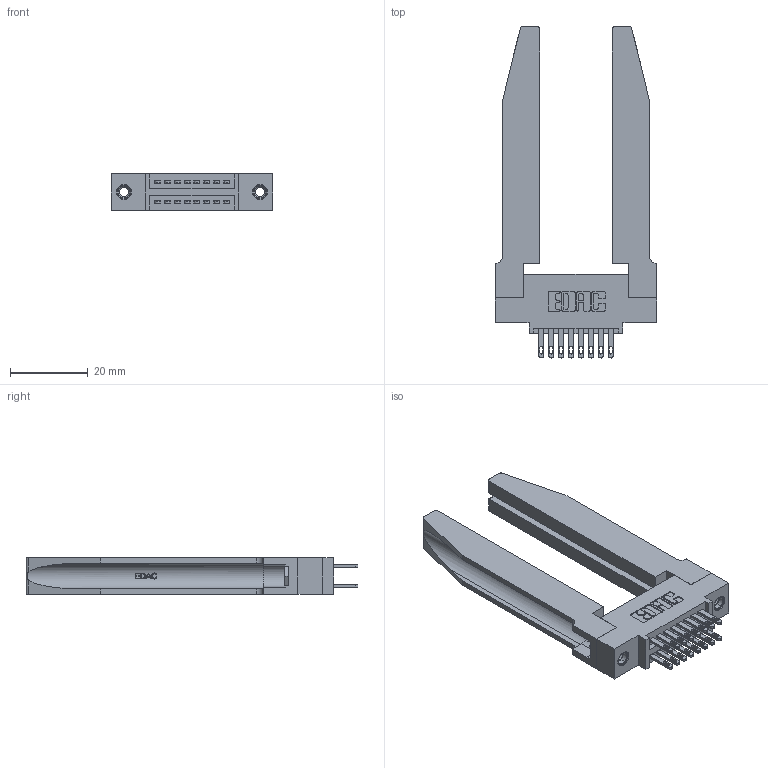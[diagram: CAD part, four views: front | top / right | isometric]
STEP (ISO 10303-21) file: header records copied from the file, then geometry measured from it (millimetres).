
FILE_DESCRIPTION (( 'STEP AP203' ), '1' );
FILE_NAME ('345-016-500-578.STEP', '2019-10-26T19:49:53', ( '' ), ( '' ), 'SwSTEP 2.0', 'SolidWorks 2016', '' );
FILE_SCHEMA (( 'CONFIG_CONTROL_DESIGN' ));
Length unit declared in the file: inch
Products named in the file (5): 345-250-001_345-250-001-102; 345-292-001_345-293-100; 345 Part_0.110 Offset - 0.156 Dia-TH; 345-016-500-578; 345-220-078_345-220-078
Assembly tree (21 placements, depth 2):
  345-016-500-578
    345 Part_0.110 Offset - 0.156 Dia-TH
    345-292-001_345-293-100  x16
    345-250-001_345-250-001-102  x2
    345-220-078_345-220-078  x2
Bounding box: 41.55 x 85.27 x 9.4 mm (x, y, z)
Volume: 11467 mm3; surface area: 11900.1 mm2
Topology: 21 solids, 21 shells, 1100 faces, 3217 edges, 2134 vertices
Faces by surface type: plane 658, cylinder 390, bspline 36, cone 12, torus 4
Entity records: 15656 total; most frequent: CARTESIAN_POINT 3575, ORIENTED_EDGE 2406, DIRECTION 2189, EDGE_CURVE 1203, LINE 941, VECTOR 941, VERTEX_POINT 796, AXIS2_PLACEMENT_3D 624
